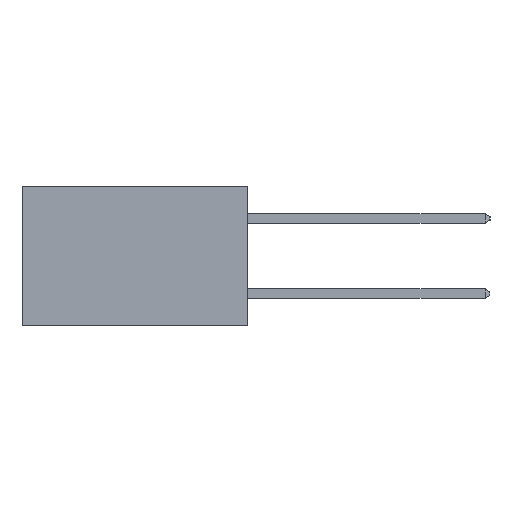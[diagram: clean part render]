
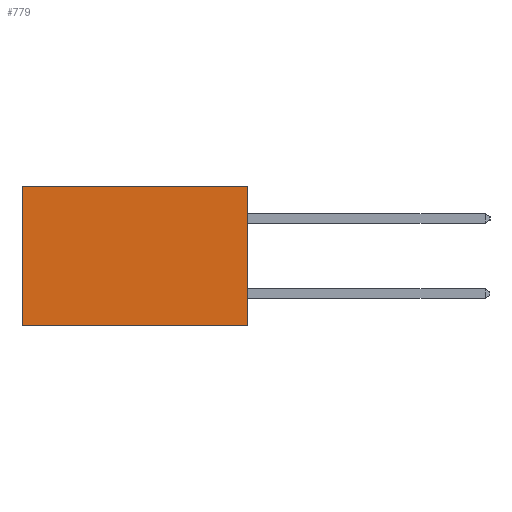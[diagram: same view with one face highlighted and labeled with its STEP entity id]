
A CAD part, left-side view. The second image highlights one B-rep face of the part: STEP entity #779.
In plain terms, the highlighted planar face has unit normal (-1, 0, 0).
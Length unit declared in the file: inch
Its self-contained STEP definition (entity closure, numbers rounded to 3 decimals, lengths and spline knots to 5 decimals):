
#253 = CARTESIAN_POINT ( 'NONE',  ( 0.298, 0., 0. ) ) ;
#425 = DIRECTION ( 'NONE',  ( 1., 0., 0. ) ) ;
#779 = ADVANCED_FACE ( 'NONE', ( #14848 ), #790, .F. ) ;
#790 = PLANE ( 'NONE',  #26530 ) ;
#900 = LINE ( 'NONE', #22071, #5781 ) ;
#1733 = VECTOR ( 'NONE', #4384, 39.37008 ) ;
#3425 = ORIENTED_EDGE ( 'NONE', *, *, #18234, .T. ) ;
#4384 = DIRECTION ( 'NONE',  ( 0., 0., -1. ) ) ;
#4721 = VERTEX_POINT ( 'NONE', #17900 ) ;
#5781 = VECTOR ( 'NONE', #26303, 39.37008 ) ;
#5962 = EDGE_CURVE ( 'NONE', #4721, #11692, #13397, .T. ) ;
#5979 = EDGE_LOOP ( 'NONE', ( #22516, #23478, #22359, #3425 ) ) ;
#6459 = DIRECTION ( 'NONE',  ( 0., 0., -1. ) ) ;
#6502 = CARTESIAN_POINT ( 'NONE',  ( 0.298, 0., 0. ) ) ;
#10174 = DIRECTION ( 'NONE',  ( 0., 0., -1. ) ) ;
#11692 = VERTEX_POINT ( 'NONE', #18716 ) ;
#12249 = EDGE_CURVE ( 'NONE', #17026, #4721, #18447, .T. ) ;
#13397 = LINE ( 'NONE', #21198, #18268 ) ;
#14328 = CARTESIAN_POINT ( 'NONE',  ( 0.298, 0.6, 0. ) ) ;
#14444 = LINE ( 'NONE', #14328, #24930 ) ;
#14848 = FACE_OUTER_BOUND ( 'NONE', #5979, .T. ) ;
#14888 = DIRECTION ( 'NONE',  ( 0., 1., 0. ) ) ;
#17026 = VERTEX_POINT ( 'NONE', #21345 ) ;
#17900 = CARTESIAN_POINT ( 'NONE',  ( 0.298, 0., -0.37 ) ) ;
#17943 = VERTEX_POINT ( 'NONE', #25391 ) ;
#18234 = EDGE_CURVE ( 'NONE', #17026, #17943, #900, .T. ) ;
#18268 = VECTOR ( 'NONE', #14888, 39.37008 ) ;
#18447 = LINE ( 'NONE', #6502, #1733 ) ;
#18716 = CARTESIAN_POINT ( 'NONE',  ( 0.298, 0.6, -0.37 ) ) ;
#21198 = CARTESIAN_POINT ( 'NONE',  ( 0.298, 0., -0.37 ) ) ;
#21345 = CARTESIAN_POINT ( 'NONE',  ( 0.298, 0., 0. ) ) ;
#22071 = CARTESIAN_POINT ( 'NONE',  ( 0.298, 0., 0. ) ) ;
#22327 = EDGE_CURVE ( 'NONE', #17943, #11692, #14444, .T. ) ;
#22359 = ORIENTED_EDGE ( 'NONE', *, *, #12249, .F. ) ;
#22516 = ORIENTED_EDGE ( 'NONE', *, *, #22327, .T. ) ;
#23478 = ORIENTED_EDGE ( 'NONE', *, *, #5962, .F. ) ;
#24930 = VECTOR ( 'NONE', #10174, 39.37008 ) ;
#25391 = CARTESIAN_POINT ( 'NONE',  ( 0.298, 0.6, 0. ) ) ;
#26303 = DIRECTION ( 'NONE',  ( 0., 1., 0. ) ) ;
#26530 = AXIS2_PLACEMENT_3D ( 'NONE', #253, #425, #6459 ) ;
